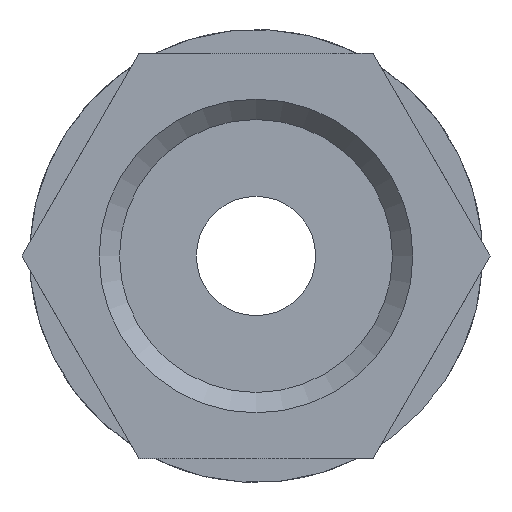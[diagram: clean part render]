
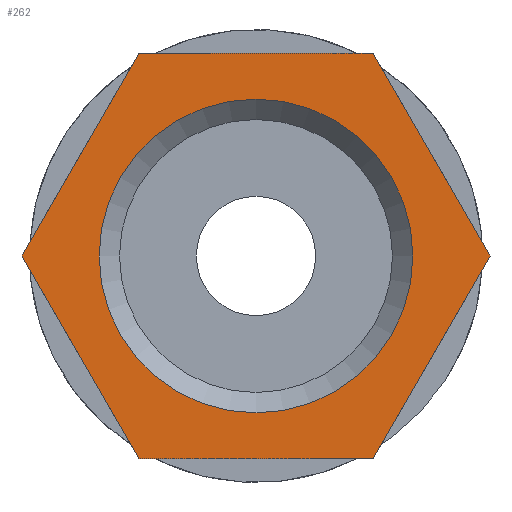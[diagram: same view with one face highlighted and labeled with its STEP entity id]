
A CAD part, front view. The second image highlights one B-rep face of the part: STEP entity #262.
In plain terms, the highlighted planar face has unit normal (0, -1, 0).
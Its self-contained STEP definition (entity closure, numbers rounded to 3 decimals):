
#172=CARTESIAN_POINT('',(6.58,-38.796,0.));
#173=VERTEX_POINT('',#172);
#174=CARTESIAN_POINT('',(0.,-38.796,0.));
#175=DIRECTION('',(0.0,-1.0,0.0));
#176=DIRECTION('',(-1.0,0.0,0.0));
#177=AXIS2_PLACEMENT_3D('',#174,#175,#176);
#178=CIRCLE('',#177,6.58);
#179=EDGE_CURVE('',#173,#173,#178,.T.);
#204=CARTESIAN_POINT('',(0.,-38.796,0.0));
#205=DIRECTION('',(0.0,1.0,0.0));
#206=DIRECTION('',(0.0,0.0,1.0));
#207=AXIS2_PLACEMENT_3D('',#204,#205,#206);
#208=PLANE('',#207);
#209=CARTESIAN_POINT('',(4.907,-38.796,8.5));
#210=VERTEX_POINT('',#209);
#211=CARTESIAN_POINT('',(9.815,-38.796,0.0));
#212=VERTEX_POINT('',#211);
#213=CARTESIAN_POINT('',(4.907,-38.796,8.5));
#214=DIRECTION('',(0.5,0.0,-0.866));
#215=VECTOR('',#214,9.815);
#216=LINE('',#213,#215);
#217=EDGE_CURVE('',#210,#212,#216,.T.);
#218=ORIENTED_EDGE('',*,*,#217,.F.);
#219=CARTESIAN_POINT('',(-4.907,-38.796,8.5));
#220=VERTEX_POINT('',#219);
#221=CARTESIAN_POINT('',(-4.907,-38.796,8.5));
#222=DIRECTION('',(1.0,0.0,0.0));
#223=VECTOR('',#222,9.815);
#224=LINE('',#221,#223);
#225=EDGE_CURVE('',#220,#210,#224,.T.);
#226=ORIENTED_EDGE('',*,*,#225,.F.);
#227=CARTESIAN_POINT('',(-9.815,-38.796,0.));
#228=VERTEX_POINT('',#227);
#229=CARTESIAN_POINT('',(-9.815,-38.796,0.));
#230=DIRECTION('',(0.5,0.,0.866));
#231=VECTOR('',#230,9.815);
#232=LINE('',#229,#231);
#233=EDGE_CURVE('',#228,#220,#232,.T.);
#234=ORIENTED_EDGE('',*,*,#233,.F.);
#235=CARTESIAN_POINT('',(-4.907,-38.796,-8.5));
#236=VERTEX_POINT('',#235);
#237=CARTESIAN_POINT('',(-4.907,-38.796,-8.5));
#238=DIRECTION('',(-0.5,0.,0.866));
#239=VECTOR('',#238,9.815);
#240=LINE('',#237,#239);
#241=EDGE_CURVE('',#236,#228,#240,.T.);
#242=ORIENTED_EDGE('',*,*,#241,.F.);
#243=CARTESIAN_POINT('',(4.907,-38.796,-8.5));
#244=VERTEX_POINT('',#243);
#245=CARTESIAN_POINT('',(4.907,-38.796,-8.5));
#246=DIRECTION('',(-1.0,0.0,0.0));
#247=VECTOR('',#246,9.815);
#248=LINE('',#245,#247);
#249=EDGE_CURVE('',#244,#236,#248,.T.);
#250=ORIENTED_EDGE('',*,*,#249,.F.);
#251=CARTESIAN_POINT('',(9.815,-38.796,0.0));
#252=DIRECTION('',(-0.5,0.0,-0.866));
#253=VECTOR('',#252,9.815);
#254=LINE('',#251,#253);
#255=EDGE_CURVE('',#212,#244,#254,.T.);
#256=ORIENTED_EDGE('',*,*,#255,.F.);
#257=EDGE_LOOP('',(#218,#226,#234,#242,#250,#256));
#258=FACE_OUTER_BOUND('',#257,.T.);
#259=ORIENTED_EDGE('',*,*,#179,.F.);
#260=EDGE_LOOP('',(#259));
#261=FACE_BOUND('',#260,.T.);
#262=ADVANCED_FACE('',(#258,#261),#208,.F.);
